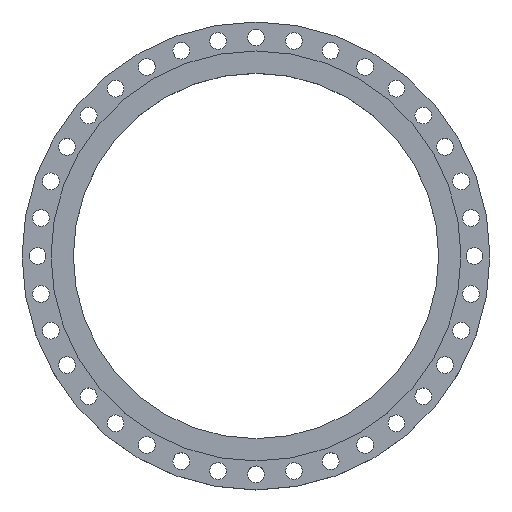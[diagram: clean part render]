
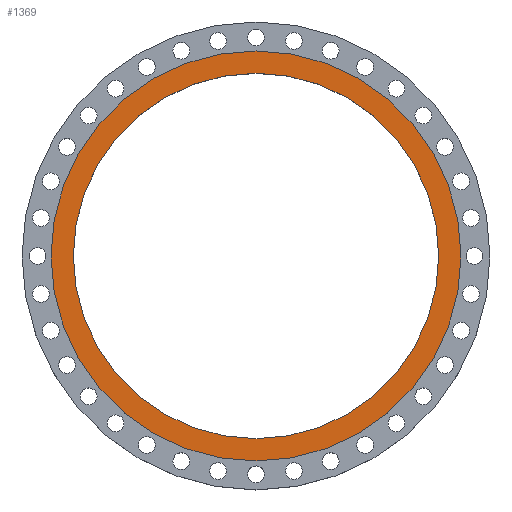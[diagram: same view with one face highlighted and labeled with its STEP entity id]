
A CAD part, top view. The second image highlights one B-rep face of the part: STEP entity #1369.
In plain terms, the highlighted planar face has unit normal (0, 0, 1).
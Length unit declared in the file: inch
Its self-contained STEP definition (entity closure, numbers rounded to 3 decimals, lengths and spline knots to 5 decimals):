
#164 = ORIENTED_EDGE ( 'NONE', *, *, #1875, .F. ) ;
#229 = VERTEX_POINT ( 'NONE', #3172 ) ;
#238 = AXIS2_PLACEMENT_3D ( 'NONE', #2013, #2980, #1499 ) ;
#268 = DIRECTION ( 'NONE',  ( 0., 0., 1. ) ) ;
#333 = CARTESIAN_POINT ( 'NONE',  ( 20.5, 0., 0. ) ) ;
#475 = ORIENTED_EDGE ( 'NONE', *, *, #993, .T. ) ;
#481 = DIRECTION ( 'NONE',  ( 1., 0., 0. ) ) ;
#500 = CARTESIAN_POINT ( 'NONE',  ( 0., 0., 0. ) ) ;
#598 = CARTESIAN_POINT ( 'NONE',  ( 0., 0., 0. ) ) ;
#815 = CARTESIAN_POINT ( 'NONE',  ( 0., 0., 0. ) ) ;
#993 = EDGE_CURVE ( 'NONE', #3153, #2550, #1073, .T. ) ;
#1073 = CIRCLE ( 'NONE', #238, 23. ) ;
#1143 = VERTEX_POINT ( 'NONE', #333 ) ;
#1245 = DIRECTION ( 'NONE',  ( 0., 0., 1. ) ) ;
#1256 = AXIS2_PLACEMENT_3D ( 'NONE', #1295, #2253, #2967 ) ;
#1267 = FACE_BOUND ( 'NONE', #2504, .T. ) ;
#1295 = CARTESIAN_POINT ( 'NONE',  ( 0., 20.5, 0. ) ) ;
#1369 = ADVANCED_FACE ( 'NONE', ( #1267, #2005 ), #1785, .F. ) ;
#1378 = AXIS2_PLACEMENT_3D ( 'NONE', #598, #2359, #2295 ) ;
#1408 = ORIENTED_EDGE ( 'NONE', *, *, #1818, .F. ) ;
#1499 = DIRECTION ( 'NONE',  ( 1., 0., 0. ) ) ;
#1578 = AXIS2_PLACEMENT_3D ( 'NONE', #815, #268, #2700 ) ;
#1659 = CARTESIAN_POINT ( 'NONE',  ( 23., 0., 0. ) ) ;
#1785 = PLANE ( 'NONE',  #1256 ) ;
#1818 = EDGE_CURVE ( 'NONE', #229, #1143, #2538, .T. ) ;
#1875 = EDGE_CURVE ( 'NONE', #1143, #229, #2933, .T. ) ;
#2005 = FACE_OUTER_BOUND ( 'NONE', #2009, .T. ) ;
#2009 = EDGE_LOOP ( 'NONE', ( #2864, #475 ) ) ;
#2013 = CARTESIAN_POINT ( 'NONE',  ( 0., 0., 0. ) ) ;
#2253 = DIRECTION ( 'NONE',  ( 0., 0., -1. ) ) ;
#2277 = CARTESIAN_POINT ( 'NONE',  ( -23., 0., 0. ) ) ;
#2295 = DIRECTION ( 'NONE',  ( 1., 0., 0. ) ) ;
#2359 = DIRECTION ( 'NONE',  ( 0., 0., 1. ) ) ;
#2504 = EDGE_LOOP ( 'NONE', ( #164, #1408 ) ) ;
#2538 = CIRCLE ( 'NONE', #1578, 20.5 ) ;
#2550 = VERTEX_POINT ( 'NONE', #1659 ) ;
#2700 = DIRECTION ( 'NONE',  ( 1., 0., 0. ) ) ;
#2864 = ORIENTED_EDGE ( 'NONE', *, *, #3013, .T. ) ;
#2894 = CIRCLE ( 'NONE', #3114, 23. ) ;
#2933 = CIRCLE ( 'NONE', #1378, 20.5 ) ;
#2967 = DIRECTION ( 'NONE',  ( -1., 0., 0. ) ) ;
#2980 = DIRECTION ( 'NONE',  ( 0., 0., 1. ) ) ;
#3013 = EDGE_CURVE ( 'NONE', #2550, #3153, #2894, .T. ) ;
#3114 = AXIS2_PLACEMENT_3D ( 'NONE', #500, #1245, #481 ) ;
#3153 = VERTEX_POINT ( 'NONE', #2277 ) ;
#3172 = CARTESIAN_POINT ( 'NONE',  ( -20.5, 0., 0. ) ) ;
